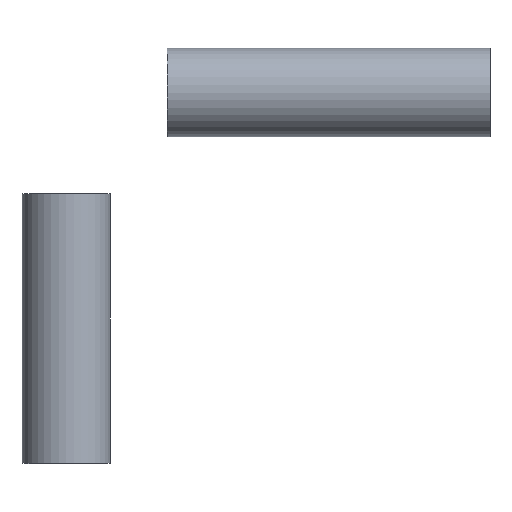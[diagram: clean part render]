
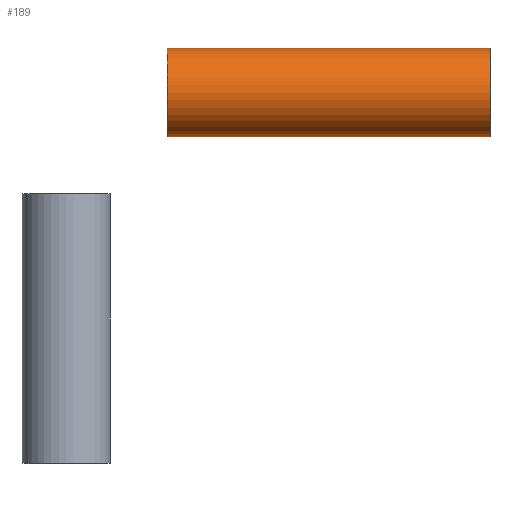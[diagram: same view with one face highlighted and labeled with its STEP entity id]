
A CAD part, top view. The second image highlights one B-rep face of the part: STEP entity #189.
In plain terms, the highlighted cylindrical face has radius 16.7 mm (diameter 33.4 mm), a partial arc.
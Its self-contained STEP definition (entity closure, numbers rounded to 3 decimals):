
#3 = VERTEX_POINT ( 'NONE', #256 ) ;
#9 = CIRCLE ( 'NONE', #96, 16.7 ) ;
#22 = DIRECTION ( 'NONE',  ( 1., 0., 0. ) ) ;
#27 = VECTOR ( 'NONE', #90, 1000. ) ;
#61 = AXIS2_PLACEMENT_3D ( 'NONE', #84, #22, #401 ) ;
#70 = VERTEX_POINT ( 'NONE', #233 ) ;
#84 = CARTESIAN_POINT ( 'NONE',  ( -121.9, 0., 0. ) ) ;
#90 = DIRECTION ( 'NONE',  ( 1., 0., 0. ) ) ;
#93 = CARTESIAN_POINT ( 'NONE',  ( 0., 0., 0. ) ) ;
#96 = AXIS2_PLACEMENT_3D ( 'NONE', #93, #242, #155 ) ;
#98 = ORIENTED_EDGE ( 'NONE', *, *, #335, .F. ) ;
#109 = ORIENTED_EDGE ( 'NONE', *, *, #214, .F. ) ;
#121 = CARTESIAN_POINT ( 'NONE',  ( 0., 16.7, 0. ) ) ;
#124 = CARTESIAN_POINT ( 'NONE',  ( -121.9, -16.7, 0. ) ) ;
#125 = ORIENTED_EDGE ( 'NONE', *, *, #231, .T. ) ;
#155 = DIRECTION ( 'NONE',  ( 0., -1., 0. ) ) ;
#183 = ORIENTED_EDGE ( 'NONE', *, *, #309, .T. ) ;
#185 = AXIS2_PLACEMENT_3D ( 'NONE', #186, #220, #323 ) ;
#186 = CARTESIAN_POINT ( 'NONE',  ( -121.9, 0., 0. ) ) ;
#189 = ADVANCED_FACE ( 'NONE', ( #241 ), #371, .T. ) ;
#192 = EDGE_LOOP ( 'NONE', ( #98, #183, #125, #109 ) ) ;
#214 = EDGE_CURVE ( 'NONE', #70, #282, #351, .T. ) ;
#220 = DIRECTION ( 'NONE',  ( -1., 0., 0. ) ) ;
#223 = VERTEX_POINT ( 'NONE', #378 ) ;
#231 = EDGE_CURVE ( 'NONE', #3, #282, #9, .T. ) ;
#233 = CARTESIAN_POINT ( 'NONE',  ( -121.9, 16.7, 0. ) ) ;
#241 = FACE_OUTER_BOUND ( 'NONE', #192, .T. ) ;
#242 = DIRECTION ( 'NONE',  ( -1., 0., 0. ) ) ;
#256 = CARTESIAN_POINT ( 'NONE',  ( 0., -16.7, 0. ) ) ;
#282 = VERTEX_POINT ( 'NONE', #121 ) ;
#294 = CIRCLE ( 'NONE', #185, 16.7 ) ;
#309 = EDGE_CURVE ( 'NONE', #223, #3, #376, .T. ) ;
#316 = DIRECTION ( 'NONE',  ( 1., 0., 0. ) ) ;
#323 = DIRECTION ( 'NONE',  ( 0., -1., 0. ) ) ;
#335 = EDGE_CURVE ( 'NONE', #223, #70, #294, .T. ) ;
#340 = CARTESIAN_POINT ( 'NONE',  ( -121.9, 16.7, 0. ) ) ;
#351 = LINE ( 'NONE', #340, #394 ) ;
#371 = CYLINDRICAL_SURFACE ( 'NONE', #61, 16.7 ) ;
#376 = LINE ( 'NONE', #124, #27 ) ;
#378 = CARTESIAN_POINT ( 'NONE',  ( -121.9, -16.7, 0. ) ) ;
#394 = VECTOR ( 'NONE', #316, 1000. ) ;
#401 = DIRECTION ( 'NONE',  ( 0., 1., 0. ) ) ;
